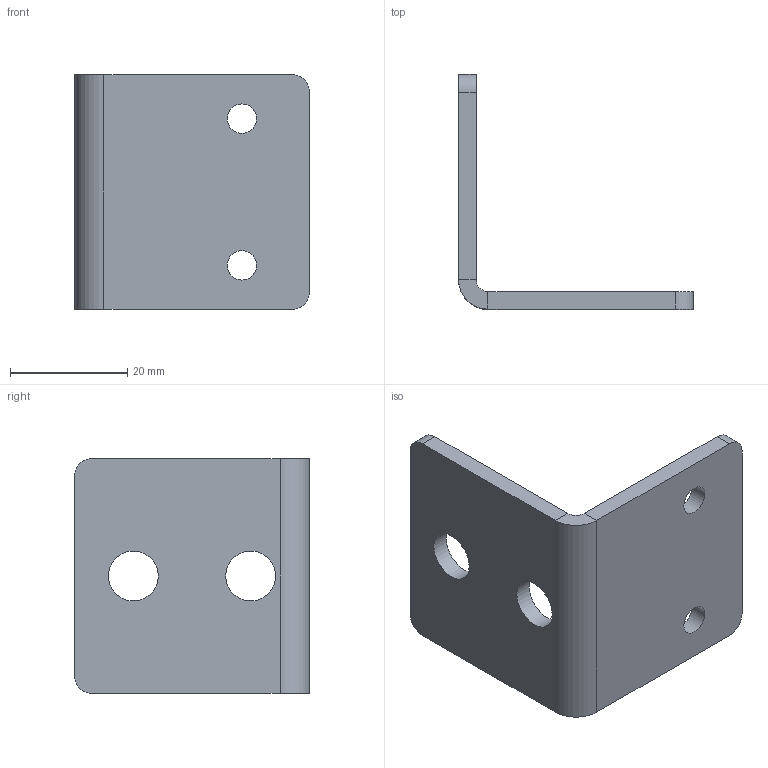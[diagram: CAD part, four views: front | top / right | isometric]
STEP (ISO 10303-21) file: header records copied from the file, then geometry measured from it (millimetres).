
FILE_DESCRIPTION(/* description */ ('ANGOLARE 40X40X40X3 PER FIX SCORREV.INOX'),/* implementation_level */ '2;1');
FILE_NAME(/* name */ 'DANXX0000053.stp',/* time_stamp */ '2022-11-21T11:14:09+01:00',/* author */ ('tecnico7'),/* organization */ (''),/* preprocessor_version */ 'ST-DEVELOPER v18.1',/* originating_system */ 'Autodesk Inventor 2022',/* authorisation */ '');
FILE_SCHEMA (('AUTOMOTIVE_DESIGN { 1 0 10303 214 3 1 1 }'));
Length unit declared in the file: millimetre
Products named in the file (1): DANXX0000053
Bounding box: 40 x 40 x 40 mm (x, y, z)
Volume: 8578.3 mm3; surface area: 6650.9 mm2
Topology: 1 solids, 1 shells, 22 faces, 52 edges, 32 vertices
Faces by surface type: plane 12, cylinder 10
Full cylindrical faces by diameter (mm): 5 x2, 8.5 x2
Entity records: 691 total; most frequent: DIRECTION 118, CARTESIAN_POINT 107, ORIENTED_EDGE 104, EDGE_CURVE 52, AXIS2_PLACEMENT_3D 43, LINE 32, VECTOR 32, VERTEX_POINT 32
